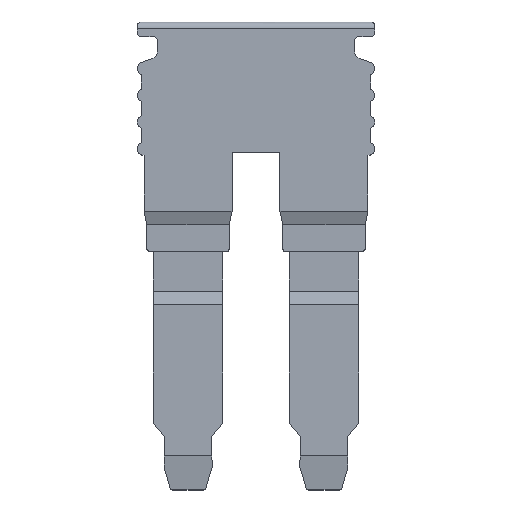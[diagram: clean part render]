
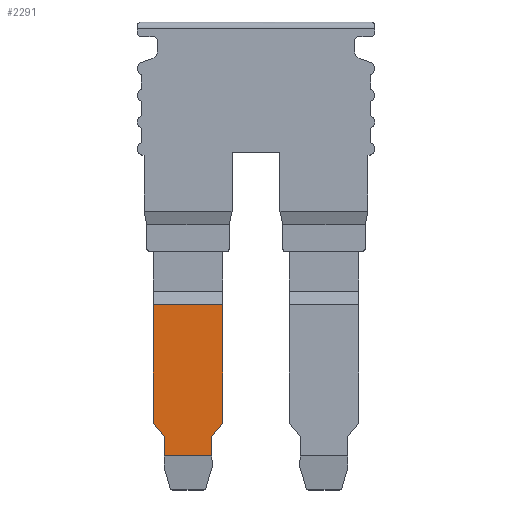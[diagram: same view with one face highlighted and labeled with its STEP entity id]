
A CAD part, top view. The second image highlights one B-rep face of the part: STEP entity #2291.
In plain terms, the highlighted planar face has unit normal (0, 0, 1).
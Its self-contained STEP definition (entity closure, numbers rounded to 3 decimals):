
#496=DIRECTION('',(0.,1.,0.));
#497=VECTOR('',#496,8.9);
#498=CARTESIAN_POINT('',(-7.7,-12.55,1.55));
#499=LINE('',#498,#497);
#520=DIRECTION('',(1.,0.,0.));
#521=VECTOR('',#520,5.2);
#522=CARTESIAN_POINT('',(-7.7,-3.65,1.55));
#523=LINE('',#522,#521);
#560=DIRECTION('',(0.,1.,0.));
#561=VECTOR('',#560,8.9);
#562=CARTESIAN_POINT('',(-2.5,-12.55,1.55));
#563=LINE('',#562,#561);
#588=DIRECTION('',(0.643,-0.766,0.));
#589=VECTOR('',#588,1.306);
#590=CARTESIAN_POINT('',(-7.7,-12.55,1.55));
#591=LINE('',#590,#589);
#592=DIRECTION('',(1.,0.,0.));
#593=VECTOR('',#592,3.585);
#594=CARTESIAN_POINT('',(-6.892,-15.004,1.55));
#595=LINE('',#594,#593);
#608=DIRECTION('',(0.643,0.766,0.));
#609=VECTOR('',#608,1.306);
#610=CARTESIAN_POINT('',(-3.34,-13.55,1.55));
#611=LINE('',#610,#609);
#628=DIRECTION('',(0.022,-1.,0.));
#629=VECTOR('',#628,1.454);
#630=CARTESIAN_POINT('',(-3.34,-13.55,1.55));
#631=LINE('',#630,#629);
#648=DIRECTION('',(-0.022,-1.,0.));
#649=VECTOR('',#648,1.454);
#650=CARTESIAN_POINT('',(-6.86,-13.55,1.55));
#651=LINE('',#650,#649);
#1410=CARTESIAN_POINT('',(-7.7,-3.65,1.55));
#1412=VERTEX_POINT('',#1410);
#1424=CARTESIAN_POINT('',(-7.7,-12.55,1.55));
#1425=VERTEX_POINT('',#1424);
#1428=CARTESIAN_POINT('',(-6.86,-13.55,1.55));
#1429=VERTEX_POINT('',#1428);
#1435=CARTESIAN_POINT('',(-6.892,-15.004,1.55));
#1437=VERTEX_POINT('',#1435);
#1466=CARTESIAN_POINT('',(-3.308,-15.004,1.55));
#1467=VERTEX_POINT('',#1466);
#1468=CARTESIAN_POINT('',(-3.34,-13.55,1.55));
#1469=VERTEX_POINT('',#1468);
#1472=CARTESIAN_POINT('',(-2.5,-12.55,1.55));
#1473=VERTEX_POINT('',#1472);
#1474=CARTESIAN_POINT('',(-2.5,-3.65,1.55));
#1476=VERTEX_POINT('',#1474);
#2272=CARTESIAN_POINT('',(-10.,-15.004,1.55));
#2273=DIRECTION('',(0.,0.,-1.));
#2274=DIRECTION('',(0.,1.,0.));
#2275=AXIS2_PLACEMENT_3D('',#2272,#2273,#2274);
#2276=PLANE('',#2275);
#2277=ORIENTED_EDGE('',*,*,#2093,.T.);
#2278=ORIENTED_EDGE('',*,*,#2118,.T.);
#2279=ORIENTED_EDGE('',*,*,#2181,.F.);
#2281=ORIENTED_EDGE('',*,*,#2280,.F.);
#2283=ORIENTED_EDGE('',*,*,#2282,.T.);
#2285=ORIENTED_EDGE('',*,*,#2284,.F.);
#2287=ORIENTED_EDGE('',*,*,#2286,.F.);
#2288=ORIENTED_EDGE('',*,*,#2265,.F.);
#2289=EDGE_LOOP('',(#2277,#2278,#2279,#2281,#2283,#2285,#2287,#2288));
#2290=FACE_OUTER_BOUND('',#2289,.F.);
#2093=EDGE_CURVE('',#1425,#1412,#499,.T.);
#2118=EDGE_CURVE('',#1412,#1476,#523,.T.);
#2181=EDGE_CURVE('',#1473,#1476,#563,.T.);
#2265=EDGE_CURVE('',#1425,#1429,#591,.T.);
#2280=EDGE_CURVE('',#1469,#1473,#611,.T.);
#2282=EDGE_CURVE('',#1469,#1467,#631,.T.);
#2284=EDGE_CURVE('',#1437,#1467,#595,.T.);
#2286=EDGE_CURVE('',#1429,#1437,#651,.T.);
#2291=ADVANCED_FACE('',(#2290),#2276,.F.);
